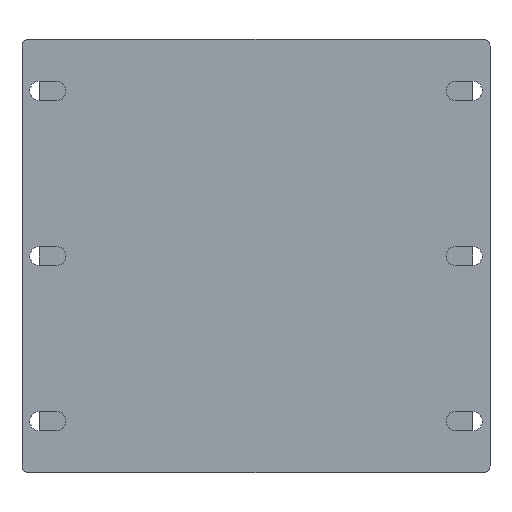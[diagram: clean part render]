
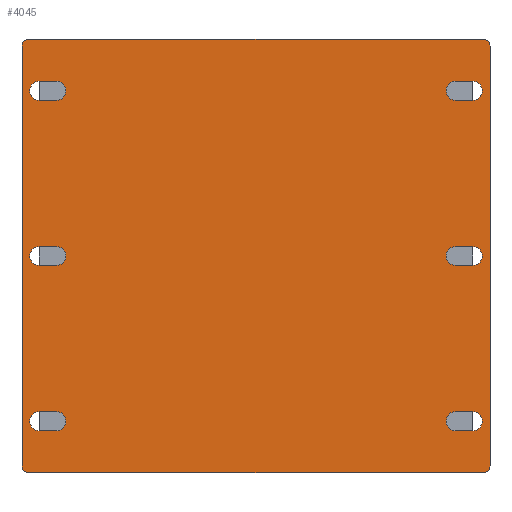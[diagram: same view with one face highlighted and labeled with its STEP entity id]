
A CAD part, front view. The second image highlights one B-rep face of the part: STEP entity #4045.
In plain terms, the highlighted planar face has unit normal (0, -1, 0).
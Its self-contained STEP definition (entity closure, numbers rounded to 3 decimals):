
#110=CIRCLE('',#4371,2.75);
#112=CIRCLE('',#4375,2.75);
#114=CIRCLE('',#4379,2.75);
#116=CIRCLE('',#4383,2.75);
#118=CIRCLE('',#4387,2.75);
#119=CIRCLE('',#4390,2.75);
#120=CIRCLE('',#4393,2.75);
#121=CIRCLE('',#4396,2.75);
#122=CIRCLE('',#4399,2.75);
#124=CIRCLE('',#4403,2.75);
#126=CIRCLE('',#4406,2.75);
#127=CIRCLE('',#4409,2.75);
#128=CIRCLE('',#4413,2.);
#129=CIRCLE('',#4416,2.);
#130=CIRCLE('',#4419,2.);
#132=CIRCLE('',#4423,2.);
#249=FACE_BOUND('',#584,.T.);
#250=FACE_BOUND('',#585,.T.);
#251=FACE_BOUND('',#586,.T.);
#252=FACE_BOUND('',#587,.T.);
#253=FACE_BOUND('',#588,.T.);
#254=FACE_BOUND('',#589,.T.);
#332=FACE_OUTER_BOUND('',#583,.T.);
#583=EDGE_LOOP('',(#2702,#2703,#2704,#2705,#2706,#2707,#2708,#2709));
#584=EDGE_LOOP('',(#2710,#2711,#2712,#2713));
#585=EDGE_LOOP('',(#2714,#2715,#2716,#2717));
#586=EDGE_LOOP('',(#2718,#2719,#2720,#2721));
#587=EDGE_LOOP('',(#2722,#2723,#2724,#2725));
#588=EDGE_LOOP('',(#2726,#2727,#2728,#2729));
#589=EDGE_LOOP('',(#2730,#2731,#2732,#2733));
#857=LINE('',#6000,#1249);
#862=LINE('',#6014,#1254);
#865=LINE('',#6024,#1257);
#870=LINE('',#6038,#1262);
#873=LINE('',#6048,#1265);
#877=LINE('',#6057,#1269);
#879=LINE('',#6064,#1271);
#883=LINE('',#6073,#1275);
#885=LINE('',#6080,#1277);
#890=LINE('',#6094,#1282);
#895=LINE('',#6109,#1287);
#898=LINE('',#6116,#1290);
#899=LINE('',#6120,#1291);
#904=LINE('',#6131,#1296);
#907=LINE('',#6139,#1299);
#911=LINE('',#6151,#1303);
#1249=VECTOR('',#4812,10.);
#1254=VECTOR('',#4825,10.);
#1257=VECTOR('',#4836,10.);
#1262=VECTOR('',#4849,10.);
#1265=VECTOR('',#4860,10.);
#1269=VECTOR('',#4870,10.);
#1271=VECTOR('',#4878,10.);
#1275=VECTOR('',#4888,10.);
#1277=VECTOR('',#4896,10.);
#1282=VECTOR('',#4909,10.);
#1287=VECTOR('',#4926,10.);
#1290=VECTOR('',#4935,10.);
#1291=VECTOR('',#4938,10.);
#1296=VECTOR('',#4949,10.);
#1299=VECTOR('',#4958,10.);
#1303=VECTOR('',#4970,10.);
#1642=VERTEX_POINT('',#5998);
#1643=VERTEX_POINT('',#5999);
#1646=VERTEX_POINT('',#6007);
#1648=VERTEX_POINT('',#6013);
#1650=VERTEX_POINT('',#6022);
#1651=VERTEX_POINT('',#6023);
#1654=VERTEX_POINT('',#6031);
#1656=VERTEX_POINT('',#6037);
#1658=VERTEX_POINT('',#6046);
#1659=VERTEX_POINT('',#6047);
#1660=VERTEX_POINT('',#6052);
#1661=VERTEX_POINT('',#6056);
#1662=VERTEX_POINT('',#6062);
#1663=VERTEX_POINT('',#6063);
#1664=VERTEX_POINT('',#6068);
#1665=VERTEX_POINT('',#6072);
#1666=VERTEX_POINT('',#6078);
#1667=VERTEX_POINT('',#6079);
#1670=VERTEX_POINT('',#6087);
#1672=VERTEX_POINT('',#6093);
#1674=VERTEX_POINT('',#6102);
#1675=VERTEX_POINT('',#6103);
#1676=VERTEX_POINT('',#6108);
#1677=VERTEX_POINT('',#6112);
#1678=VERTEX_POINT('',#6118);
#1679=VERTEX_POINT('',#6119);
#1681=VERTEX_POINT('',#6126);
#1682=VERTEX_POINT('',#6130);
#1683=VERTEX_POINT('',#6134);
#1684=VERTEX_POINT('',#6138);
#1686=VERTEX_POINT('',#6144);
#1688=VERTEX_POINT('',#6150);
#2001=EDGE_CURVE('',#1642,#1643,#857,.T.);
#2005=EDGE_CURVE('',#1646,#1642,#110,.T.);
#2008=EDGE_CURVE('',#1648,#1646,#862,.T.);
#2011=EDGE_CURVE('',#1643,#1648,#112,.T.);
#2013=EDGE_CURVE('',#1650,#1651,#865,.T.);
#2017=EDGE_CURVE('',#1654,#1650,#114,.T.);
#2020=EDGE_CURVE('',#1656,#1654,#870,.T.);
#2023=EDGE_CURVE('',#1651,#1656,#116,.T.);
#2025=EDGE_CURVE('',#1658,#1659,#873,.T.);
#2028=EDGE_CURVE('',#1660,#1658,#118,.T.);
#2030=EDGE_CURVE('',#1661,#1660,#877,.T.);
#2032=EDGE_CURVE('',#1659,#1661,#119,.T.);
#2033=EDGE_CURVE('',#1662,#1663,#879,.T.);
#2036=EDGE_CURVE('',#1664,#1662,#120,.T.);
#2038=EDGE_CURVE('',#1665,#1664,#883,.T.);
#2040=EDGE_CURVE('',#1663,#1665,#121,.T.);
#2041=EDGE_CURVE('',#1666,#1667,#885,.T.);
#2045=EDGE_CURVE('',#1670,#1666,#122,.T.);
#2048=EDGE_CURVE('',#1672,#1670,#890,.T.);
#2051=EDGE_CURVE('',#1667,#1672,#124,.T.);
#2053=EDGE_CURVE('',#1674,#1675,#126,.T.);
#2056=EDGE_CURVE('',#1676,#1674,#895,.T.);
#2058=EDGE_CURVE('',#1677,#1676,#127,.T.);
#2060=EDGE_CURVE('',#1675,#1677,#898,.T.);
#2061=EDGE_CURVE('',#1678,#1679,#899,.T.);
#2065=EDGE_CURVE('',#1681,#1678,#128,.T.);
#2067=EDGE_CURVE('',#1682,#1681,#904,.T.);
#2069=EDGE_CURVE('',#1683,#1682,#129,.T.);
#2071=EDGE_CURVE('',#1684,#1683,#907,.T.);
#2074=EDGE_CURVE('',#1686,#1684,#130,.T.);
#2077=EDGE_CURVE('',#1688,#1686,#911,.T.);
#2080=EDGE_CURVE('',#1679,#1688,#132,.T.);
#2702=ORIENTED_EDGE('',*,*,#2080,.F.);
#2703=ORIENTED_EDGE('',*,*,#2061,.F.);
#2704=ORIENTED_EDGE('',*,*,#2065,.F.);
#2705=ORIENTED_EDGE('',*,*,#2067,.F.);
#2706=ORIENTED_EDGE('',*,*,#2069,.F.);
#2707=ORIENTED_EDGE('',*,*,#2071,.F.);
#2708=ORIENTED_EDGE('',*,*,#2074,.F.);
#2709=ORIENTED_EDGE('',*,*,#2077,.F.);
#2710=ORIENTED_EDGE('',*,*,#2060,.F.);
#2711=ORIENTED_EDGE('',*,*,#2053,.F.);
#2712=ORIENTED_EDGE('',*,*,#2056,.F.);
#2713=ORIENTED_EDGE('',*,*,#2058,.F.);
#2714=ORIENTED_EDGE('',*,*,#2051,.F.);
#2715=ORIENTED_EDGE('',*,*,#2041,.F.);
#2716=ORIENTED_EDGE('',*,*,#2045,.F.);
#2717=ORIENTED_EDGE('',*,*,#2048,.F.);
#2718=ORIENTED_EDGE('',*,*,#2040,.F.);
#2719=ORIENTED_EDGE('',*,*,#2033,.F.);
#2720=ORIENTED_EDGE('',*,*,#2036,.F.);
#2721=ORIENTED_EDGE('',*,*,#2038,.F.);
#2722=ORIENTED_EDGE('',*,*,#2032,.F.);
#2723=ORIENTED_EDGE('',*,*,#2025,.F.);
#2724=ORIENTED_EDGE('',*,*,#2028,.F.);
#2725=ORIENTED_EDGE('',*,*,#2030,.F.);
#2726=ORIENTED_EDGE('',*,*,#2023,.F.);
#2727=ORIENTED_EDGE('',*,*,#2013,.F.);
#2728=ORIENTED_EDGE('',*,*,#2017,.F.);
#2729=ORIENTED_EDGE('',*,*,#2020,.F.);
#2730=ORIENTED_EDGE('',*,*,#2011,.F.);
#2731=ORIENTED_EDGE('',*,*,#2001,.F.);
#2732=ORIENTED_EDGE('',*,*,#2005,.F.);
#2733=ORIENTED_EDGE('',*,*,#2008,.F.);
#3584=PLANE('',#4426);
#4045=ADVANCED_FACE('',(#332,#249,#250,#251,#252,#253,#254),#3584,.F.);
#4371=AXIS2_PLACEMENT_3D('',#6008,#4818,#4819);
#4375=AXIS2_PLACEMENT_3D('',#6019,#4830,#4831);
#4379=AXIS2_PLACEMENT_3D('',#6032,#4842,#4843);
#4383=AXIS2_PLACEMENT_3D('',#6043,#4854,#4855);
#4387=AXIS2_PLACEMENT_3D('',#6053,#4865,#4866);
#4390=AXIS2_PLACEMENT_3D('',#6060,#4874,#4875);
#4393=AXIS2_PLACEMENT_3D('',#6069,#4883,#4884);
#4396=AXIS2_PLACEMENT_3D('',#6076,#4892,#4893);
#4399=AXIS2_PLACEMENT_3D('',#6088,#4902,#4903);
#4403=AXIS2_PLACEMENT_3D('',#6099,#4914,#4915);
#4406=AXIS2_PLACEMENT_3D('',#6104,#4920,#4921);
#4409=AXIS2_PLACEMENT_3D('',#6113,#4930,#4931);
#4413=AXIS2_PLACEMENT_3D('',#6127,#4944,#4945);
#4416=AXIS2_PLACEMENT_3D('',#6135,#4953,#4954);
#4419=AXIS2_PLACEMENT_3D('',#6145,#4963,#4964);
#4423=AXIS2_PLACEMENT_3D('',#6156,#4975,#4976);
#4426=AXIS2_PLACEMENT_3D('',#6159,#4981,#4982);
#4812=DIRECTION('',(-1.,0.,0.));
#4818=DIRECTION('center_axis',(0.,-1.,0.));
#4819=DIRECTION('ref_axis',(0.,0.,-1.));
#4825=DIRECTION('',(1.,0.,0.));
#4830=DIRECTION('center_axis',(0.,-1.,0.));
#4831=DIRECTION('ref_axis',(0.,0.,1.));
#4836=DIRECTION('',(-1.,0.,0.));
#4842=DIRECTION('center_axis',(0.,-1.,0.));
#4843=DIRECTION('ref_axis',(0.,0.,-1.));
#4849=DIRECTION('',(1.,0.,0.));
#4854=DIRECTION('center_axis',(0.,-1.,0.));
#4855=DIRECTION('ref_axis',(0.,0.,1.));
#4860=DIRECTION('',(-1.,0.,0.));
#4865=DIRECTION('center_axis',(0.,-1.,0.));
#4866=DIRECTION('ref_axis',(0.,0.,-1.));
#4870=DIRECTION('',(1.,0.,0.));
#4874=DIRECTION('center_axis',(0.,-1.,0.));
#4875=DIRECTION('ref_axis',(0.,0.,1.));
#4878=DIRECTION('',(-1.,0.,0.));
#4883=DIRECTION('center_axis',(0.,-1.,0.));
#4884=DIRECTION('ref_axis',(0.,0.,-1.));
#4888=DIRECTION('',(1.,0.,0.));
#4892=DIRECTION('center_axis',(0.,-1.,0.));
#4893=DIRECTION('ref_axis',(0.,0.,1.));
#4896=DIRECTION('',(1.,0.,0.));
#4902=DIRECTION('center_axis',(0.,-1.,0.));
#4903=DIRECTION('ref_axis',(0.,0.,1.));
#4909=DIRECTION('',(-1.,0.,0.));
#4914=DIRECTION('center_axis',(0.,-1.,0.));
#4915=DIRECTION('ref_axis',(0.,0.,-1.));
#4920=DIRECTION('center_axis',(0.,-1.,0.));
#4921=DIRECTION('ref_axis',(0.,0.,1.));
#4926=DIRECTION('',(-1.,0.,0.));
#4930=DIRECTION('center_axis',(0.,-1.,0.));
#4931=DIRECTION('ref_axis',(0.,0.,-1.));
#4935=DIRECTION('',(1.,0.,0.));
#4938=DIRECTION('',(-1.,0.,0.));
#4944=DIRECTION('center_axis',(0.,1.,0.));
#4945=DIRECTION('ref_axis',(1.,0.,0.));
#4949=DIRECTION('',(0.,0.,-1.));
#4953=DIRECTION('center_axis',(0.,1.,0.));
#4954=DIRECTION('ref_axis',(0.,0.,1.));
#4958=DIRECTION('',(1.,0.,0.));
#4963=DIRECTION('center_axis',(0.,1.,0.));
#4964=DIRECTION('ref_axis',(-1.,0.,0.));
#4970=DIRECTION('',(0.,0.,1.));
#4975=DIRECTION('center_axis',(0.,1.,0.));
#4976=DIRECTION('ref_axis',(0.,0.,-1.));
#4981=DIRECTION('center_axis',(0.,1.,0.));
#4982=DIRECTION('ref_axis',(0.,0.,1.));
#5998=CARTESIAN_POINT('',(-126.,0.,113.75));
#5999=CARTESIAN_POINT('',(-131.,0.,113.75));
#6000=CARTESIAN_POINT('',(-126.,0.,113.75));
#6007=CARTESIAN_POINT('',(-126.,0.,108.25));
#6008=CARTESIAN_POINT('Origin',(-126.,0.,111.));
#6013=CARTESIAN_POINT('',(-131.,0.,108.25));
#6014=CARTESIAN_POINT('',(-131.,0.,108.25));
#6019=CARTESIAN_POINT('Origin',(-131.,0.,111.));
#6022=CARTESIAN_POINT('',(-126.,0.,17.75));
#6023=CARTESIAN_POINT('',(-131.,0.,17.75));
#6024=CARTESIAN_POINT('',(-126.,0.,17.75));
#6031=CARTESIAN_POINT('',(-126.,0.,12.25));
#6032=CARTESIAN_POINT('Origin',(-126.,0.,15.));
#6037=CARTESIAN_POINT('',(-131.,0.,12.25));
#6038=CARTESIAN_POINT('',(-131.,0.,12.25));
#6043=CARTESIAN_POINT('Origin',(-131.,0.,15.));
#6046=CARTESIAN_POINT('',(-5.,0.,113.75));
#6047=CARTESIAN_POINT('',(-10.,0.,113.75));
#6048=CARTESIAN_POINT('',(-5.,0.,113.75));
#6052=CARTESIAN_POINT('',(-5.,0.,108.25));
#6053=CARTESIAN_POINT('Origin',(-5.,0.,111.));
#6056=CARTESIAN_POINT('',(-10.,0.,108.25));
#6057=CARTESIAN_POINT('',(-10.,0.,108.25));
#6060=CARTESIAN_POINT('Origin',(-10.,0.,111.));
#6062=CARTESIAN_POINT('',(-5.,0.,17.75));
#6063=CARTESIAN_POINT('',(-10.,0.,17.75));
#6064=CARTESIAN_POINT('',(-5.,0.,17.75));
#6068=CARTESIAN_POINT('',(-5.,0.,12.25));
#6069=CARTESIAN_POINT('Origin',(-5.,0.,15.));
#6072=CARTESIAN_POINT('',(-10.,0.,12.25));
#6073=CARTESIAN_POINT('',(-10.,0.,12.25));
#6076=CARTESIAN_POINT('Origin',(-10.,0.,15.));
#6078=CARTESIAN_POINT('',(-131.,0.,60.25));
#6079=CARTESIAN_POINT('',(-126.,0.,60.25));
#6080=CARTESIAN_POINT('',(-131.,0.,60.25));
#6087=CARTESIAN_POINT('',(-131.,0.,65.75));
#6088=CARTESIAN_POINT('Origin',(-131.,0.,63.));
#6093=CARTESIAN_POINT('',(-126.,0.,65.75));
#6094=CARTESIAN_POINT('',(-126.,0.,65.75));
#6099=CARTESIAN_POINT('Origin',(-126.,0.,63.));
#6102=CARTESIAN_POINT('',(-10.,0.,65.75));
#6103=CARTESIAN_POINT('',(-10.,0.,60.25));
#6104=CARTESIAN_POINT('Origin',(-10.,0.,63.));
#6108=CARTESIAN_POINT('',(-5.,0.,65.75));
#6109=CARTESIAN_POINT('',(-5.,0.,65.75));
#6112=CARTESIAN_POINT('',(-5.,0.,60.25));
#6113=CARTESIAN_POINT('Origin',(-5.,0.,63.));
#6116=CARTESIAN_POINT('',(-10.,0.,60.25));
#6118=CARTESIAN_POINT('',(-2.,0.,0.));
#6119=CARTESIAN_POINT('',(-134.,0.,0.));
#6120=CARTESIAN_POINT('',(-2.,0.,0.));
#6126=CARTESIAN_POINT('',(0.,0.,2.));
#6127=CARTESIAN_POINT('Origin',(-2.,0.,2.));
#6130=CARTESIAN_POINT('',(0.,0.,124.));
#6131=CARTESIAN_POINT('',(0.,0.,124.));
#6134=CARTESIAN_POINT('',(-2.,0.,126.));
#6135=CARTESIAN_POINT('Origin',(-2.,0.,124.));
#6138=CARTESIAN_POINT('',(-134.,0.,126.));
#6139=CARTESIAN_POINT('',(-134.,0.,126.));
#6144=CARTESIAN_POINT('',(-136.,0.,124.));
#6145=CARTESIAN_POINT('Origin',(-134.,0.,124.));
#6150=CARTESIAN_POINT('',(-136.,0.,2.));
#6151=CARTESIAN_POINT('',(-136.,0.,2.));
#6156=CARTESIAN_POINT('Origin',(-134.,0.,2.));
#6159=CARTESIAN_POINT('Origin',(-68.,0.,63.));
